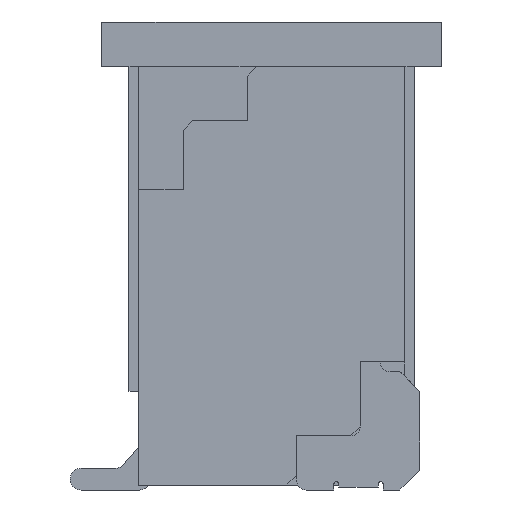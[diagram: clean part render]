
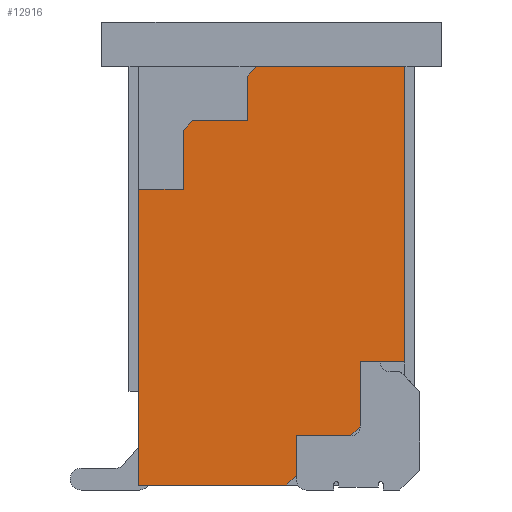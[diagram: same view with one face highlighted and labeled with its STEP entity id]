
A CAD part, front view. The second image highlights one B-rep face of the part: STEP entity #12916.
In plain terms, the highlighted face is planar.
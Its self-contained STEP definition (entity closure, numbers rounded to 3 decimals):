
#1126=ORIENTED_EDGE('',*,*,#3714,.T.);
#1127=ORIENTED_EDGE('',*,*,#3177,.T.);
#1128=ORIENTED_EDGE('',*,*,#3169,.T.);
#1129=ORIENTED_EDGE('',*,*,#3715,.T.);
#1130=ORIENTED_EDGE('',*,*,#3186,.T.);
#1131=ORIENTED_EDGE('',*,*,#3716,.T.);
#1132=ORIENTED_EDGE('',*,*,#3662,.F.);
#1133=ORIENTED_EDGE('',*,*,#3146,.F.);
#1134=ORIENTED_EDGE('',*,*,#3717,.F.);
#1135=ORIENTED_EDGE('',*,*,#3718,.F.);
#1136=ORIENTED_EDGE('',*,*,#3719,.F.);
#1137=ORIENTED_EDGE('',*,*,#3720,.F.);
#1138=ORIENTED_EDGE('',*,*,#3721,.F.);
#1139=ORIENTED_EDGE('',*,*,#3722,.F.);
#1140=ORIENTED_EDGE('',*,*,#3623,.T.);
#1141=ORIENTED_EDGE('',*,*,#3713,.F.);
#3146=EDGE_CURVE('',#4584,#4585,#5507,.T.);
#3169=EDGE_CURVE('',#4608,#4607,#5527,.T.);
#3177=EDGE_CURVE('',#4614,#4608,#5535,.T.);
#3186=EDGE_CURVE('',#4623,#4622,#5544,.T.);
#3623=EDGE_CURVE('',#4938,#4937,#5980,.T.);
#3662=EDGE_CURVE('',#4585,#4957,#6019,.T.);
#3713=EDGE_CURVE('',#4988,#4937,#6069,.T.);
#3714=EDGE_CURVE('',#4988,#4614,#6070,.T.);
#3715=EDGE_CURVE('',#4607,#4623,#6071,.T.);
#3716=EDGE_CURVE('',#4622,#4957,#6072,.T.);
#3717=EDGE_CURVE('',#4989,#4584,#6073,.T.);
#3718=EDGE_CURVE('',#4990,#4989,#6074,.T.);
#3719=EDGE_CURVE('',#4991,#4990,#6075,.T.);
#3720=EDGE_CURVE('',#4992,#4991,#6076,.T.);
#3721=EDGE_CURVE('',#4993,#4992,#6077,.T.);
#3722=EDGE_CURVE('',#4938,#4993,#6078,.T.);
#4584=VERTEX_POINT('',#16513);
#4585=VERTEX_POINT('',#16515);
#4607=VERTEX_POINT('',#16564);
#4608=VERTEX_POINT('',#16566);
#4614=VERTEX_POINT('',#16581);
#4622=VERTEX_POINT('',#16598);
#4623=VERTEX_POINT('',#16600);
#4937=VERTEX_POINT('',#17439);
#4938=VERTEX_POINT('',#17441);
#4957=VERTEX_POINT('',#17510);
#4988=VERTEX_POINT('',#17602);
#4989=VERTEX_POINT('',#17609);
#4990=VERTEX_POINT('',#17611);
#4991=VERTEX_POINT('',#17613);
#4992=VERTEX_POINT('',#17615);
#4993=VERTEX_POINT('',#17617);
#5507=LINE('',#16514,#6815);
#5527=LINE('',#16565,#6835);
#5535=LINE('',#16580,#6843);
#5544=LINE('',#16599,#6852);
#5980=LINE('',#17440,#7288);
#6019=LINE('',#17509,#7327);
#6069=LINE('',#17603,#7377);
#6070=LINE('',#17605,#7378);
#6071=LINE('',#17606,#7379);
#6072=LINE('',#17607,#7380);
#6073=LINE('',#17608,#7381);
#6074=LINE('',#17610,#7382);
#6075=LINE('',#17612,#7383);
#6076=LINE('',#17614,#7384);
#6077=LINE('',#17616,#7385);
#6078=LINE('',#17618,#7386);
#6815=VECTOR('',#13953,1000.);
#6835=VECTOR('',#13989,1000.);
#6843=VECTOR('',#13999,1000.);
#6852=VECTOR('',#14010,1000.);
#7288=VECTOR('',#14626,1000.);
#7327=VECTOR('',#14687,1000.);
#7377=VECTOR('',#14761,1000.);
#7378=VECTOR('',#14764,1000.);
#7379=VECTOR('',#14765,1000.);
#7380=VECTOR('',#14766,1000.);
#7381=VECTOR('',#14767,1000.);
#7382=VECTOR('',#14768,1000.);
#7383=VECTOR('',#14769,1000.);
#7384=VECTOR('',#14770,1000.);
#7385=VECTOR('',#14771,1000.);
#7386=VECTOR('',#14772,1000.);
#8202=EDGE_LOOP('',(#1126,#1127,#1128,#1129,#1130,#1131,#1132,#1133,#1134,
#1135,#1136,#1137,#1138,#1139,#1140,#1141));
#8690=FACE_BOUND('',#8202,.T.);
#9178=PLANE('',#13406);
#12916=ADVANCED_FACE('',(#8690),#9178,.F.);
#13406=AXIS2_PLACEMENT_3D('',#17604,#14762,#14763);
#13953=DIRECTION('',(0.,0.,1.));
#13989=DIRECTION('',(0.,0.,1.));
#13999=DIRECTION('',(0.,-1.,0.));
#14010=DIRECTION('',(0.,-1.,0.));
#14626=DIRECTION('',(0.,1.,0.));
#14687=DIRECTION('',(0.,1.,0.));
#14761=DIRECTION('',(0.,0.,-1.));
#14762=DIRECTION('',(-1.,0.,0.));
#14763=DIRECTION('',(0.,0.,1.));
#14764=DIRECTION('',(0.,-0.707,0.707));
#14765=DIRECTION('',(0.,-0.707,0.707));
#14766=DIRECTION('',(0.,0.,1.));
#14767=DIRECTION('',(0.,-0.707,0.707));
#14768=DIRECTION('',(0.,-1.,0.));
#14769=DIRECTION('',(0.,0.,1.));
#14770=DIRECTION('',(0.,-0.707,0.707));
#14771=DIRECTION('',(0.,-1.,0.));
#14772=DIRECTION('',(0.,0.,1.));
#16513=CARTESIAN_POINT('',(4.,-2.125,-0.15));
#16514=CARTESIAN_POINT('',(4.,-2.125,-1.45));
#16515=CARTESIAN_POINT('',(4.,-2.125,1.35));
#16564=CARTESIAN_POINT('',(4.,1.625,0.8));
#16565=CARTESIAN_POINT('',(4.,1.625,0.25));
#16566=CARTESIAN_POINT('',(4.,1.625,0.25));
#16580=CARTESIAN_POINT('',(4.,2.025,0.25));
#16581=CARTESIAN_POINT('',(4.,2.025,0.25));
#16598=CARTESIAN_POINT('',(4.,0.875,0.9));
#16599=CARTESIAN_POINT('',(4.,1.525,0.9));
#16600=CARTESIAN_POINT('',(4.,1.525,0.9));
#17439=CARTESIAN_POINT('',(4.,2.125,-1.35));
#17440=CARTESIAN_POINT('',(4.,-2.125,-1.35));
#17441=CARTESIAN_POINT('',(4.,-0.875,-1.35));
#17509=CARTESIAN_POINT('',(4.,-2.125,1.35));
#17510=CARTESIAN_POINT('',(4.,0.875,1.35));
#17602=CARTESIAN_POINT('',(4.,2.125,0.15));
#17603=CARTESIAN_POINT('',(4.,2.125,1.45));
#17604=CARTESIAN_POINT('',(4.,0.,0.));
#17605=CARTESIAN_POINT('',(4.,2.125,0.15));
#17606=CARTESIAN_POINT('',(4.,1.625,0.8));
#17607=CARTESIAN_POINT('',(4.,0.875,0.9));
#17608=CARTESIAN_POINT('',(4.,-2.025,-0.25));
#17609=CARTESIAN_POINT('',(4.,-2.025,-0.25));
#17610=CARTESIAN_POINT('',(4.,-1.575,-0.25));
#17611=CARTESIAN_POINT('',(4.,-1.575,-0.25));
#17612=CARTESIAN_POINT('',(4.,-1.575,-0.8));
#17613=CARTESIAN_POINT('',(4.,-1.575,-0.8));
#17614=CARTESIAN_POINT('',(4.,-1.475,-0.9));
#17615=CARTESIAN_POINT('',(4.,-1.475,-0.9));
#17616=CARTESIAN_POINT('',(4.,-0.875,-0.9));
#17617=CARTESIAN_POINT('',(4.,-0.875,-0.9));
#17618=CARTESIAN_POINT('',(4.,-0.875,-1.35));
